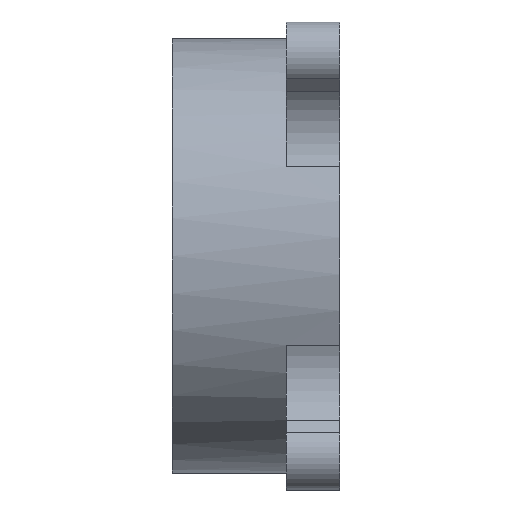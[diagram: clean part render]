
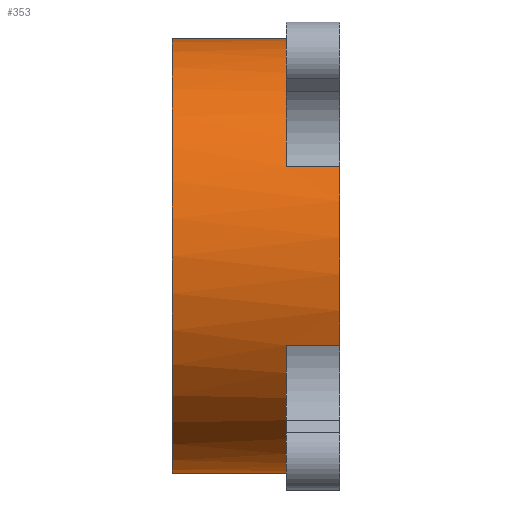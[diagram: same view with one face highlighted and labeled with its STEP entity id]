
A CAD part, left-side view. The second image highlights one B-rep face of the part: STEP entity #353.
In plain terms, the highlighted cylindrical face has radius 32.5 mm (diameter 65 mm), a partial arc.
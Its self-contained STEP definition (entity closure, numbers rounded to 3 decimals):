
#47 = CARTESIAN_POINT ( 'NONE',  ( -13.391, 7., -29.613 ) ) ;
#77 = AXIS2_PLACEMENT_3D ( 'NONE', #2992, #2204, #2609 ) ;
#86 = EDGE_CURVE ( 'NONE', #4118, #2770, #3133, .T. ) ;
#293 = EDGE_CURVE ( 'NONE', #3381, #4118, #499, .T. ) ;
#350 = CARTESIAN_POINT ( 'NONE',  ( -13.391, 7., -29.613 ) ) ;
#353 = ADVANCED_FACE ( 'NONE', ( #3357 ), #4676, .T. ) ;
#375 = EDGE_CURVE ( 'NONE', #5073, #4755, #2252, .T. ) ;
#380 = CIRCLE ( 'NONE', #3952, 32.5 ) ;
#410 = DIRECTION ( 'NONE',  ( 0., 0., -1. ) ) ;
#465 = ORIENTED_EDGE ( 'NONE', *, *, #293, .T. ) ;
#499 = CIRCLE ( 'NONE', #4146, 32.5 ) ;
#580 = VERTEX_POINT ( 'NONE', #4536 ) ;
#675 = VECTOR ( 'NONE', #4898, 1000. ) ;
#746 = CARTESIAN_POINT ( 'NONE',  ( 0., 24., 32.5 ) ) ;
#761 = ORIENTED_EDGE ( 'NONE', *, *, #86, .T. ) ;
#931 = CIRCLE ( 'NONE', #5188, 32.5 ) ;
#1012 = CARTESIAN_POINT ( 'NONE',  ( 0., 24., 0. ) ) ;
#1022 = CARTESIAN_POINT ( 'NONE',  ( -29.613, 7., 13.391 ) ) ;
#1062 = CARTESIAN_POINT ( 'NONE',  ( -29.613, 7., -13.391 ) ) ;
#1136 = VERTEX_POINT ( 'NONE', #1474 ) ;
#1209 = CARTESIAN_POINT ( 'NONE',  ( -13.391, -1., -29.613 ) ) ;
#1296 = DIRECTION ( 'NONE',  ( 0., -1., 0. ) ) ;
#1309 = LINE ( 'NONE', #2093, #4156 ) ;
#1405 = CARTESIAN_POINT ( 'NONE',  ( 0., 7., 0. ) ) ;
#1414 = VERTEX_POINT ( 'NONE', #3875 ) ;
#1436 = DIRECTION ( 'NONE',  ( 0., 0., -1. ) ) ;
#1466 = VECTOR ( 'NONE', #3751, 1000. ) ;
#1474 = CARTESIAN_POINT ( 'NONE',  ( 0., -1., -32.5 ) ) ;
#1494 = CARTESIAN_POINT ( 'NONE',  ( -29.613, -1., 13.391 ) ) ;
#1517 = CARTESIAN_POINT ( 'NONE',  ( 0., 9., 32.5 ) ) ;
#1684 = VERTEX_POINT ( 'NONE', #746 ) ;
#1825 = CIRCLE ( 'NONE', #5200, 32.5 ) ;
#1865 = CARTESIAN_POINT ( 'NONE',  ( -29.613, 7., 13.391 ) ) ;
#1882 = DIRECTION ( 'NONE',  ( 0., -1., 0. ) ) ;
#2068 = VECTOR ( 'NONE', #4767, 1000. ) ;
#2093 = CARTESIAN_POINT ( 'NONE',  ( 0., 9., -32.5 ) ) ;
#2167 = EDGE_CURVE ( 'NONE', #1414, #5159, #3235, .T. ) ;
#2204 = DIRECTION ( 'NONE',  ( 0., -1., 0. ) ) ;
#2252 = LINE ( 'NONE', #1022, #2068 ) ;
#2347 = ORIENTED_EDGE ( 'NONE', *, *, #5262, .F. ) ;
#2444 = LINE ( 'NONE', #1517, #3595 ) ;
#2464 = DIRECTION ( 'NONE',  ( 0., -1., 0. ) ) ;
#2509 = DIRECTION ( 'NONE',  ( 0., -1., 0. ) ) ;
#2537 = EDGE_CURVE ( 'NONE', #1684, #4387, #2444, .T. ) ;
#2543 = CARTESIAN_POINT ( 'NONE',  ( -29.613, -1., -13.391 ) ) ;
#2563 = VERTEX_POINT ( 'NONE', #1209 ) ;
#2609 = DIRECTION ( 'NONE',  ( 0., 0., -1. ) ) ;
#2770 = VERTEX_POINT ( 'NONE', #2543 ) ;
#2773 = ORIENTED_EDGE ( 'NONE', *, *, #3888, .T. ) ;
#2848 = EDGE_CURVE ( 'NONE', #4755, #2770, #3576, .T. ) ;
#2952 = CIRCLE ( 'NONE', #77, 32.5 ) ;
#2992 = CARTESIAN_POINT ( 'NONE',  ( 0., -1., 0. ) ) ;
#3053 = ORIENTED_EDGE ( 'NONE', *, *, #3560, .F. ) ;
#3079 = DIRECTION ( 'NONE',  ( 0., 1., 0. ) ) ;
#3082 = EDGE_LOOP ( 'NONE', ( #4215, #4769, #3732, #3614, #3053, #465, #761, #3463, #3574, #2773, #4064, #2347 ) ) ;
#3117 = DIRECTION ( 'NONE',  ( 0., -1., 0. ) ) ;
#3133 = LINE ( 'NONE', #1062, #675 ) ;
#3180 = CARTESIAN_POINT ( 'NONE',  ( 0., 7., 0. ) ) ;
#3201 = EDGE_CURVE ( 'NONE', #580, #1684, #931, .T. ) ;
#3230 = DIRECTION ( 'NONE',  ( 0., 0., -1. ) ) ;
#3235 = LINE ( 'NONE', #4857, #4270 ) ;
#3357 = FACE_OUTER_BOUND ( 'NONE', #3082, .T. ) ;
#3381 = VERTEX_POINT ( 'NONE', #350 ) ;
#3463 = ORIENTED_EDGE ( 'NONE', *, *, #2848, .F. ) ;
#3491 = DIRECTION ( 'NONE',  ( 0., 0., -1. ) ) ;
#3560 = EDGE_CURVE ( 'NONE', #3381, #2563, #4957, .T. ) ;
#3574 = ORIENTED_EDGE ( 'NONE', *, *, #375, .F. ) ;
#3576 = CIRCLE ( 'NONE', #4786, 32.5 ) ;
#3595 = VECTOR ( 'NONE', #3657, 1000. ) ;
#3614 = ORIENTED_EDGE ( 'NONE', *, *, #4144, .F. ) ;
#3657 = DIRECTION ( 'NONE',  ( 0., -1., 0. ) ) ;
#3732 = ORIENTED_EDGE ( 'NONE', *, *, #3976, .T. ) ;
#3751 = DIRECTION ( 'NONE',  ( 0., -1., 0. ) ) ;
#3836 = DIRECTION ( 'NONE',  ( 0., 0., 1. ) ) ;
#3845 = DIRECTION ( 'NONE',  ( 0., 1., 0. ) ) ;
#3875 = CARTESIAN_POINT ( 'NONE',  ( -13.391, 7., 29.613 ) ) ;
#3888 = EDGE_CURVE ( 'NONE', #5073, #1414, #1825, .T. ) ;
#3952 = AXIS2_PLACEMENT_3D ( 'NONE', #4132, #2464, #410 ) ;
#3976 = EDGE_CURVE ( 'NONE', #580, #1136, #1309, .T. ) ;
#3981 = CARTESIAN_POINT ( 'NONE',  ( -13.391, -1., 29.613 ) ) ;
#4064 = ORIENTED_EDGE ( 'NONE', *, *, #2167, .T. ) ;
#4118 = VERTEX_POINT ( 'NONE', #4662 ) ;
#4132 = CARTESIAN_POINT ( 'NONE',  ( 0., -1., 0. ) ) ;
#4144 = EDGE_CURVE ( 'NONE', #2563, #1136, #2952, .T. ) ;
#4146 = AXIS2_PLACEMENT_3D ( 'NONE', #1405, #3845, #4624 ) ;
#4156 = VECTOR ( 'NONE', #2509, 1000. ) ;
#4215 = ORIENTED_EDGE ( 'NONE', *, *, #2537, .F. ) ;
#4270 = VECTOR ( 'NONE', #1882, 1000. ) ;
#4387 = VERTEX_POINT ( 'NONE', #4549 ) ;
#4536 = CARTESIAN_POINT ( 'NONE',  ( 0., 24., -32.5 ) ) ;
#4549 = CARTESIAN_POINT ( 'NONE',  ( 0., -1., 32.5 ) ) ;
#4624 = DIRECTION ( 'NONE',  ( 0., 0., -1. ) ) ;
#4662 = CARTESIAN_POINT ( 'NONE',  ( -29.613, 7., -13.391 ) ) ;
#4676 = CYLINDRICAL_SURFACE ( 'NONE', #4999, 32.5 ) ;
#4755 = VERTEX_POINT ( 'NONE', #1494 ) ;
#4767 = DIRECTION ( 'NONE',  ( 0., -1., 0. ) ) ;
#4769 = ORIENTED_EDGE ( 'NONE', *, *, #3201, .F. ) ;
#4786 = AXIS2_PLACEMENT_3D ( 'NONE', #5109, #3117, #3491 ) ;
#4824 = DIRECTION ( 'NONE',  ( 0., 1., 0. ) ) ;
#4857 = CARTESIAN_POINT ( 'NONE',  ( -13.391, 7., 29.613 ) ) ;
#4898 = DIRECTION ( 'NONE',  ( 0., -1., 0. ) ) ;
#4957 = LINE ( 'NONE', #47, #1466 ) ;
#4999 = AXIS2_PLACEMENT_3D ( 'NONE', #5003, #1296, #1436 ) ;
#5003 = CARTESIAN_POINT ( 'NONE',  ( 0., 9., 0. ) ) ;
#5073 = VERTEX_POINT ( 'NONE', #1865 ) ;
#5109 = CARTESIAN_POINT ( 'NONE',  ( 0., -1., 0. ) ) ;
#5159 = VERTEX_POINT ( 'NONE', #3981 ) ;
#5188 = AXIS2_PLACEMENT_3D ( 'NONE', #1012, #3079, #3836 ) ;
#5200 = AXIS2_PLACEMENT_3D ( 'NONE', #3180, #4824, #3230 ) ;
#5262 = EDGE_CURVE ( 'NONE', #4387, #5159, #380, .T. ) ;
